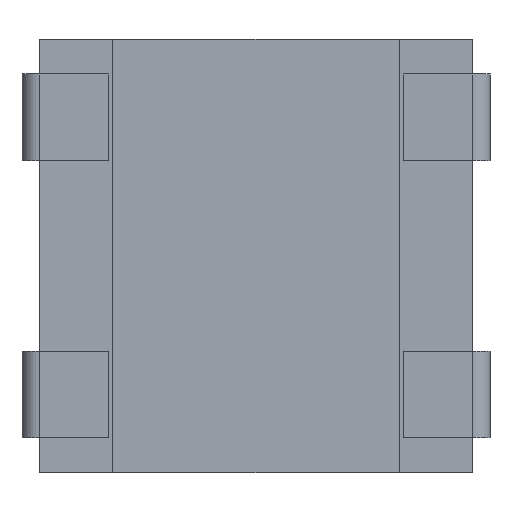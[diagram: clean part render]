
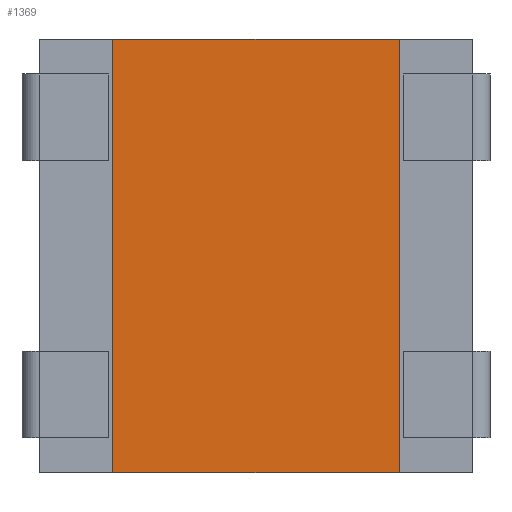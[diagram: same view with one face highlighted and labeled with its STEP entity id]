
A CAD part, front view. The second image highlights one B-rep face of the part: STEP entity #1369.
In plain terms, the highlighted planar face has unit normal (0, -1, 0).
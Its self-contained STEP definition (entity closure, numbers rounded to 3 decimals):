
#65 = AXIS2_PLACEMENT_3D ( 'NONE', #1330, #370, #708 ) ;
#76 = PLANE ( 'NONE',  #65 ) ;
#80 = VECTOR ( 'NONE', #1695, 1000. ) ;
#291 = DIRECTION ( 'NONE',  ( 0., 0., 1. ) ) ;
#370 = DIRECTION ( 'NONE',  ( 0., 1., 0. ) ) ;
#518 = DIRECTION ( 'NONE',  ( 0., 0., 1. ) ) ;
#547 = CARTESIAN_POINT ( 'NONE',  ( 1.652, 0., -2.5 ) ) ;
#589 = EDGE_CURVE ( 'NONE', #1417, #1546, #1224, .T. ) ;
#667 = ORIENTED_EDGE ( 'NONE', *, *, #1845, .F. ) ;
#668 = VERTEX_POINT ( 'NONE', #1945 ) ;
#708 = DIRECTION ( 'NONE',  ( 0., 0., 1. ) ) ;
#884 = VECTOR ( 'NONE', #518, 1000. ) ;
#972 = DIRECTION ( 'NONE',  ( 1., 0., 0. ) ) ;
#980 = VECTOR ( 'NONE', #291, 1000. ) ;
#1047 = CARTESIAN_POINT ( 'NONE',  ( -1.652, 0., 2.5 ) ) ;
#1074 = LINE ( 'NONE', #1859, #980 ) ;
#1195 = FACE_OUTER_BOUND ( 'NONE', #1242, .T. ) ;
#1213 = LINE ( 'NONE', #1911, #1267 ) ;
#1216 = CARTESIAN_POINT ( 'NONE',  ( 2.5, 0., -2.5 ) ) ;
#1224 = LINE ( 'NONE', #1216, #80 ) ;
#1242 = EDGE_LOOP ( 'NONE', ( #667, #1834, #1965, #1708 ) ) ;
#1262 = EDGE_CURVE ( 'NONE', #1546, #1487, #1306, .T. ) ;
#1267 = VECTOR ( 'NONE', #972, 1000. ) ;
#1306 = LINE ( 'NONE', #1941, #884 ) ;
#1330 = CARTESIAN_POINT ( 'NONE',  ( 0., 0., 0. ) ) ;
#1369 = ADVANCED_FACE ( 'NONE', ( #1195 ), #76, .F. ) ;
#1417 = VERTEX_POINT ( 'NONE', #547 ) ;
#1487 = VERTEX_POINT ( 'NONE', #1047 ) ;
#1546 = VERTEX_POINT ( 'NONE', #1831 ) ;
#1662 = EDGE_CURVE ( 'NONE', #1417, #668, #1074, .T. ) ;
#1695 = DIRECTION ( 'NONE',  ( -1., 0., 0. ) ) ;
#1708 = ORIENTED_EDGE ( 'NONE', *, *, #1662, .T. ) ;
#1831 = CARTESIAN_POINT ( 'NONE',  ( -1.652, 0., -2.5 ) ) ;
#1834 = ORIENTED_EDGE ( 'NONE', *, *, #1262, .F. ) ;
#1845 = EDGE_CURVE ( 'NONE', #1487, #668, #1213, .T. ) ;
#1859 = CARTESIAN_POINT ( 'NONE',  ( 1.652, 0., -2.5 ) ) ;
#1911 = CARTESIAN_POINT ( 'NONE',  ( 2.5, 0., 2.5 ) ) ;
#1941 = CARTESIAN_POINT ( 'NONE',  ( -1.652, 0., -2.5 ) ) ;
#1945 = CARTESIAN_POINT ( 'NONE',  ( 1.652, 0., 2.5 ) ) ;
#1965 = ORIENTED_EDGE ( 'NONE', *, *, #589, .F. ) ;
